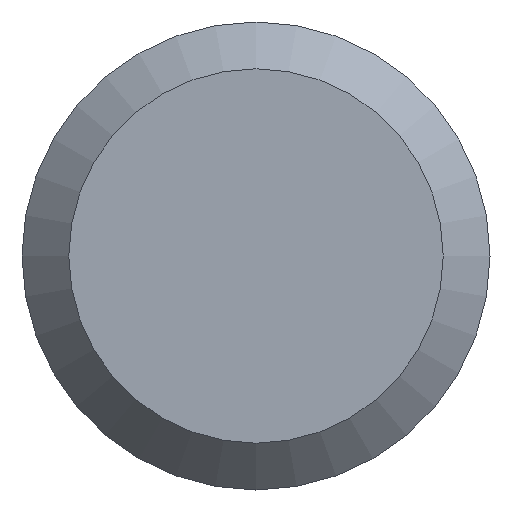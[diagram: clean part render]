
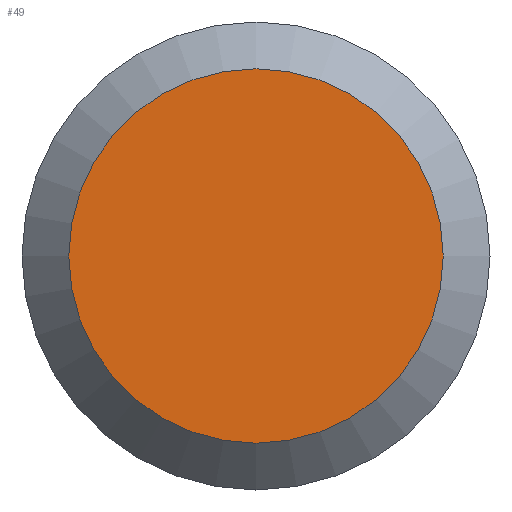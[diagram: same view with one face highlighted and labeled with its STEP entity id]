
A CAD part, left-side view. The second image highlights one B-rep face of the part: STEP entity #49.
In plain terms, the highlighted planar face has unit normal (-1, 0, 0).
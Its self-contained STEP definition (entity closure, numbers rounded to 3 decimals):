
#5 = CARTESIAN_POINT ( 'NONE',  ( 0., 0., 0. ) ) ;
#33 = DIRECTION ( 'NONE',  ( 0., 0., -1. ) ) ;
#37 = VERTEX_POINT ( 'NONE', #153 ) ;
#49 = ADVANCED_FACE ( 'NONE', ( #188 ), #91, .F. ) ;
#58 = DIRECTION ( 'NONE',  ( 0., 0., -1. ) ) ;
#60 = DIRECTION ( 'NONE',  ( 1., 0., 0. ) ) ;
#64 = DIRECTION ( 'NONE',  ( -1., 0., 0. ) ) ;
#83 = EDGE_CURVE ( 'NONE', #37, #37, #130, .T. ) ;
#91 = PLANE ( 'NONE',  #144 ) ;
#113 = CARTESIAN_POINT ( 'NONE',  ( 0., 4.25, 0. ) ) ;
#130 = CIRCLE ( 'NONE', #141, 3.4 ) ;
#141 = AXIS2_PLACEMENT_3D ( 'NONE', #5, #64, #33 ) ;
#144 = AXIS2_PLACEMENT_3D ( 'NONE', #113, #60, #58 ) ;
#153 = CARTESIAN_POINT ( 'NONE',  ( 0., 0., -3.4 ) ) ;
#180 = EDGE_LOOP ( 'NONE', ( #193 ) ) ;
#188 = FACE_OUTER_BOUND ( 'NONE', #180, .T. ) ;
#193 = ORIENTED_EDGE ( 'NONE', *, *, #83, .T. ) ;
